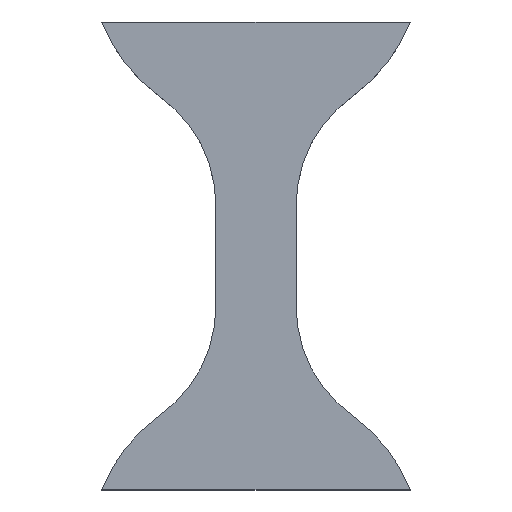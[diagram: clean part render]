
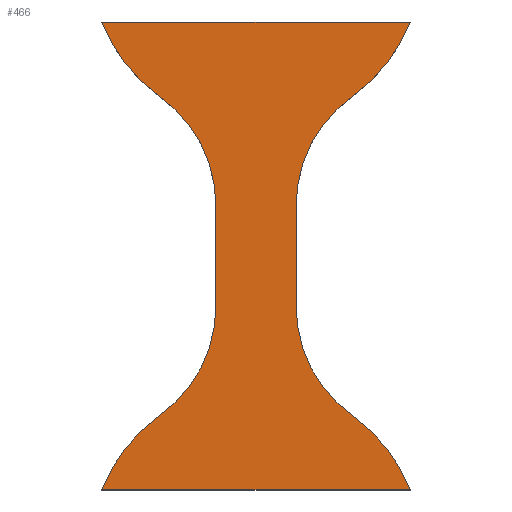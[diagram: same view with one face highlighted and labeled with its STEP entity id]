
A CAD part, top view. The second image highlights one B-rep face of the part: STEP entity #466.
In plain terms, the highlighted planar face has unit normal (0, 0, 1).
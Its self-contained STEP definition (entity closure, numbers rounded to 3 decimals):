
#1 = CARTESIAN_POINT ( 'NONE',  ( -11.542, -18.075, 3. ) ) ;
#3 = LINE ( 'NONE', #145, #430 ) ;
#15 = VERTEX_POINT ( 'NONE', #178 ) ;
#16 = CARTESIAN_POINT ( 'NONE',  ( 11.542, -53.075, 3. ) ) ;
#21 = CARTESIAN_POINT ( 'NONE',  ( 0., -13.544, 3. ) ) ;
#22 = ORIENTED_EDGE ( 'NONE', *, *, #61, .T. ) ;
#23 = EDGE_CURVE ( 'NONE', #15, #318, #50, .T. ) ;
#27 = EDGE_CURVE ( 'NONE', #276, #31, #174, .T. ) ;
#28 = DIRECTION ( 'NONE',  ( 1., 0., 0. ) ) ;
#31 = VERTEX_POINT ( 'NONE', #264 ) ;
#38 = CARTESIAN_POINT ( 'NONE',  ( -13., -31.785, 3. ) ) ;
#41 = CARTESIAN_POINT ( 'NONE',  ( 0., -13.544, 3. ) ) ;
#43 = CARTESIAN_POINT ( 'NONE',  ( -11.542, -53.075, 3. ) ) ;
#44 = EDGE_CURVE ( 'NONE', #335, #458, #261, .T. ) ;
#45 = CARTESIAN_POINT ( 'NONE',  ( -3., -31.785, 3. ) ) ;
#50 = CIRCLE ( 'NONE', #271, 12.4 ) ;
#53 = LINE ( 'NONE', #379, #361 ) ;
#56 = DIRECTION ( 'NONE',  ( 1., 0., 0. ) ) ;
#58 = CIRCLE ( 'NONE', #324, 10. ) ;
#60 = CIRCLE ( 'NONE', #439, 12.4 ) ;
#61 = EDGE_CURVE ( 'NONE', #170, #335, #60, .T. ) ;
#67 = ORIENTED_EDGE ( 'NONE', *, *, #214, .T. ) ;
#70 = VERTEX_POINT ( 'NONE', #43 ) ;
#81 = ORIENTED_EDGE ( 'NONE', *, *, #172, .T. ) ;
#107 = EDGE_CURVE ( 'NONE', #382, #170, #220, .T. ) ;
#113 = EDGE_CURVE ( 'NONE', #415, #276, #3, .T. ) ;
#114 = DIRECTION ( 'NONE',  ( 0., 0., 1. ) ) ;
#118 = ORIENTED_EDGE ( 'NONE', *, *, #244, .T. ) ;
#120 = LINE ( 'NONE', #16, #316 ) ;
#126 = ORIENTED_EDGE ( 'NONE', *, *, #23, .T. ) ;
#130 = DIRECTION ( 'NONE',  ( 1., 0., 0. ) ) ;
#143 = DIRECTION ( 'NONE',  ( 1., 0., 0. ) ) ;
#145 = CARTESIAN_POINT ( 'NONE',  ( 3., -25.575, 3. ) ) ;
#151 = DIRECTION ( 'NONE',  ( 1., 0., 0. ) ) ;
#158 = AXIS2_PLACEMENT_3D ( 'NONE', #179, #463, #28 ) ;
#159 = ORIENTED_EDGE ( 'NONE', *, *, #405, .T. ) ;
#164 = DIRECTION ( 'NONE',  ( 1., 0., 0. ) ) ;
#167 = ORIENTED_EDGE ( 'NONE', *, *, #278, .T. ) ;
#170 = VERTEX_POINT ( 'NONE', #314 ) ;
#172 = EDGE_CURVE ( 'NONE', #351, #70, #380, .T. ) ;
#174 = CIRCLE ( 'NONE', #413, 10. ) ;
#178 = CARTESIAN_POINT ( 'NONE',  ( 11.542, -53.075, 3. ) ) ;
#179 = CARTESIAN_POINT ( 'NONE',  ( -13., -39.365, 3. ) ) ;
#181 = DIRECTION ( 'NONE',  ( 1., 0., 0. ) ) ;
#187 = CARTESIAN_POINT ( 'NONE',  ( 0., -57.607, 3. ) ) ;
#190 = FACE_OUTER_BOUND ( 'NONE', #369, .T. ) ;
#195 = CARTESIAN_POINT ( 'NONE',  ( 0., -13.544, 3. ) ) ;
#200 = DIRECTION ( 'NONE',  ( 0., -1., 0. ) ) ;
#201 = CIRCLE ( 'NONE', #158, 10. ) ;
#209 = ORIENTED_EDGE ( 'NONE', *, *, #292, .T. ) ;
#214 = EDGE_CURVE ( 'NONE', #458, #455, #53, .T. ) ;
#220 = LINE ( 'NONE', #1, #370 ) ;
#232 = CARTESIAN_POINT ( 'NONE',  ( 0., -57.607, 3. ) ) ;
#237 = ORIENTED_EDGE ( 'NONE', *, *, #107, .T. ) ;
#244 = EDGE_CURVE ( 'NONE', #70, #15, #120, .T. ) ;
#251 = DIRECTION ( 'NONE',  ( 1., 0., 0. ) ) ;
#260 = AXIS2_PLACEMENT_3D ( 'NONE', #21, #311, #453 ) ;
#261 = CIRCLE ( 'NONE', #372, 10. ) ;
#264 = CARTESIAN_POINT ( 'NONE',  ( 7.196, -23.642, 3. ) ) ;
#265 = ORIENTED_EDGE ( 'NONE', *, *, #113, .T. ) ;
#267 = DIRECTION ( 'NONE',  ( 0., 1., 0. ) ) ;
#271 = AXIS2_PLACEMENT_3D ( 'NONE', #187, #364, #437 ) ;
#272 = ORIENTED_EDGE ( 'NONE', *, *, #27, .T. ) ;
#276 = VERTEX_POINT ( 'NONE', #371 ) ;
#278 = EDGE_CURVE ( 'NONE', #31, #382, #465, .T. ) ;
#291 = CARTESIAN_POINT ( 'NONE',  ( 7.196, -47.509, 3. ) ) ;
#292 = EDGE_CURVE ( 'NONE', #318, #415, #58, .T. ) ;
#293 = DIRECTION ( 'NONE',  ( 0., 0., -1. ) ) ;
#297 = PLANE ( 'NONE',  #427 ) ;
#302 = CARTESIAN_POINT ( 'NONE',  ( 3., -39.365, 3. ) ) ;
#303 = DIRECTION ( 'NONE',  ( 0., 0., 1. ) ) ;
#304 = CARTESIAN_POINT ( 'NONE',  ( 13., -39.365, 3. ) ) ;
#309 = DIRECTION ( 'NONE',  ( 0., 0., 1. ) ) ;
#311 = DIRECTION ( 'NONE',  ( 0., 0., 1. ) ) ;
#314 = CARTESIAN_POINT ( 'NONE',  ( -11.542, -18.075, 3. ) ) ;
#316 = VECTOR ( 'NONE', #164, 1000. ) ;
#318 = VERTEX_POINT ( 'NONE', #291 ) ;
#319 = CARTESIAN_POINT ( 'NONE',  ( -7.196, -23.642, 3. ) ) ;
#324 = AXIS2_PLACEMENT_3D ( 'NONE', #304, #456, #130 ) ;
#328 = DIRECTION ( 'NONE',  ( -1., 0., 0. ) ) ;
#335 = VERTEX_POINT ( 'NONE', #319 ) ;
#351 = VERTEX_POINT ( 'NONE', #386 ) ;
#361 = VECTOR ( 'NONE', #200, 1000. ) ;
#364 = DIRECTION ( 'NONE',  ( 0., 0., 1. ) ) ;
#369 = EDGE_LOOP ( 'NONE', ( #265, #272, #167, #237, #22, #378, #67, #159, #81, #118, #126, #209 ) ) ;
#370 = VECTOR ( 'NONE', #328, 1000. ) ;
#371 = CARTESIAN_POINT ( 'NONE',  ( 3., -31.785, 3. ) ) ;
#372 = AXIS2_PLACEMENT_3D ( 'NONE', #38, #293, #181 ) ;
#378 = ORIENTED_EDGE ( 'NONE', *, *, #44, .T. ) ;
#379 = CARTESIAN_POINT ( 'NONE',  ( -3., -45.575, 3. ) ) ;
#380 = CIRCLE ( 'NONE', #411, 12.4 ) ;
#382 = VERTEX_POINT ( 'NONE', #467 ) ;
#386 = CARTESIAN_POINT ( 'NONE',  ( -7.196, -47.509, 3. ) ) ;
#398 = DIRECTION ( 'NONE',  ( 0., 0., -1. ) ) ;
#403 = CARTESIAN_POINT ( 'NONE',  ( -3., -39.365, 3. ) ) ;
#405 = EDGE_CURVE ( 'NONE', #455, #351, #201, .T. ) ;
#411 = AXIS2_PLACEMENT_3D ( 'NONE', #232, #309, #56 ) ;
#413 = AXIS2_PLACEMENT_3D ( 'NONE', #435, #398, #143 ) ;
#415 = VERTEX_POINT ( 'NONE', #302 ) ;
#427 = AXIS2_PLACEMENT_3D ( 'NONE', #195, #114, #151 ) ;
#430 = VECTOR ( 'NONE', #267, 1000. ) ;
#435 = CARTESIAN_POINT ( 'NONE',  ( 13., -31.785, 3. ) ) ;
#437 = DIRECTION ( 'NONE',  ( -1., 0., 0. ) ) ;
#439 = AXIS2_PLACEMENT_3D ( 'NONE', #41, #303, #251 ) ;
#453 = DIRECTION ( 'NONE',  ( 1., 0., 0. ) ) ;
#455 = VERTEX_POINT ( 'NONE', #403 ) ;
#456 = DIRECTION ( 'NONE',  ( 0., 0., -1. ) ) ;
#458 = VERTEX_POINT ( 'NONE', #45 ) ;
#463 = DIRECTION ( 'NONE',  ( 0., 0., -1. ) ) ;
#465 = CIRCLE ( 'NONE', #260, 12.4 ) ;
#466 = ADVANCED_FACE ( 'NONE', ( #190 ), #297, .T. ) ;
#467 = CARTESIAN_POINT ( 'NONE',  ( 11.542, -18.075, 3. ) ) ;
